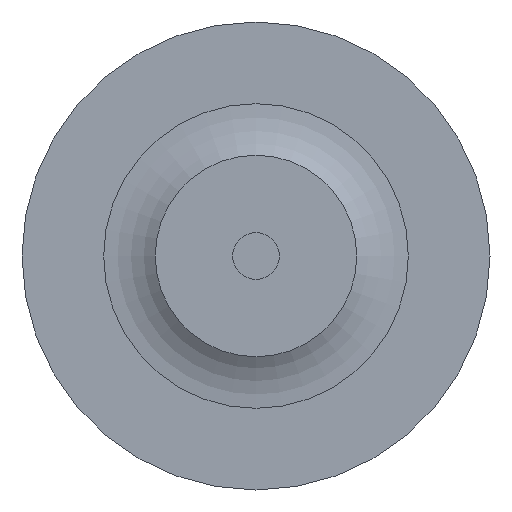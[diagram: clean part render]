
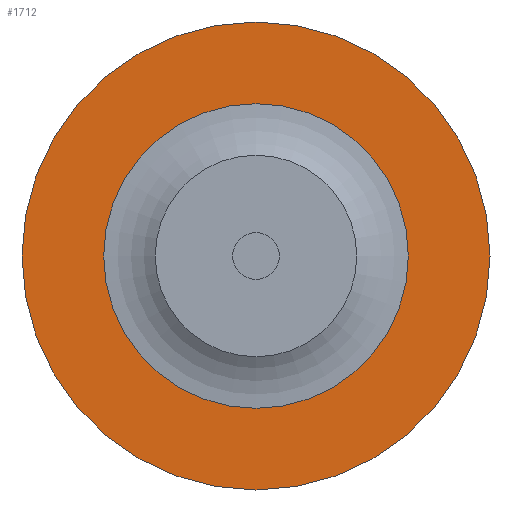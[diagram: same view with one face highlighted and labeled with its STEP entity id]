
A CAD part, front view. The second image highlights one B-rep face of the part: STEP entity #1712.
In plain terms, the highlighted planar face has unit normal (0, -1, 0).
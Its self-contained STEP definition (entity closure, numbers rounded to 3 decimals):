
#19=FACE_BOUND('',#410,.T.);
#236=PLANE('',#1883);
#320=FACE_OUTER_BOUND('',#409,.T.);
#409=EDGE_LOOP('',(#1604));
#410=EDGE_LOOP('',(#1605));
#732=CIRCLE('',#1882,16.25);
#733=CIRCLE('',#1884,10.579);
#894=VERTEX_POINT('',#2899);
#895=VERTEX_POINT('',#2903);
#1131=EDGE_CURVE('',#894,#894,#732,.T.);
#1133=EDGE_CURVE('',#895,#895,#733,.T.);
#1604=ORIENTED_EDGE('',*,*,#1131,.T.);
#1605=ORIENTED_EDGE('',*,*,#1133,.F.);
#1712=ADVANCED_FACE('',(#320,#19),#236,.T.);
#1882=AXIS2_PLACEMENT_3D('',#2900,#2303,#2304);
#1883=AXIS2_PLACEMENT_3D('',#2902,#2306,#2307);
#1884=AXIS2_PLACEMENT_3D('',#2904,#2308,#2309);
#2303=DIRECTION('center_axis',(0.,-1.,0.));
#2304=DIRECTION('ref_axis',(1.,0.,0.));
#2306=DIRECTION('center_axis',(0.,-1.,0.));
#2307=DIRECTION('ref_axis',(0.,0.,-1.));
#2308=DIRECTION('center_axis',(0.,-1.,0.));
#2309=DIRECTION('ref_axis',(1.,0.,0.));
#2899=CARTESIAN_POINT('',(-16.25,16.5,0.));
#2900=CARTESIAN_POINT('Origin',(0.,16.5,0.));
#2902=CARTESIAN_POINT('Origin',(10.579,16.5,0.));
#2903=CARTESIAN_POINT('',(0.,16.5,10.579));
#2904=CARTESIAN_POINT('Origin',(0.,16.5,0.));
